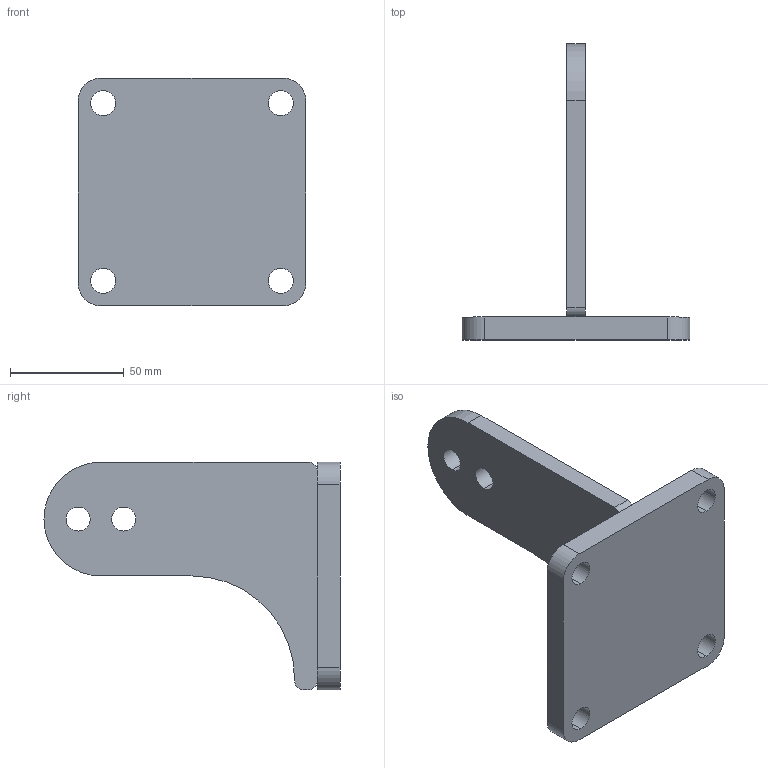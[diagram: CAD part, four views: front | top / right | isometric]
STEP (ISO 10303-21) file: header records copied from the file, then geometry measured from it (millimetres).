
FILE_DESCRIPTION (( 'STEP AP214' ), '1' );
FILE_NAME ('12295V000_Pfostenbeschlag_twist350.STEP', '2016-01-08T10:55:01', ( 'Admin' ), ( '' ), 'SwSTEP 2.0', 'SolidWorks 2014', '' );
FILE_SCHEMA (( 'AUTOMOTIVE_DESIGN' ));
Length unit declared in the file: millimetre
Products named in the file (3): 12295V000_Pfostenbeschlag_twist350; 90203_Grundplatte_Pfostenbeschlag_twist350; 90204_Schenkelplatte_Pfostenbeschlag_twist350
Assembly tree (2 placements, depth 2):
  12295V000_Pfostenbeschlag_twist350
    90203_Grundplatte_Pfostenbeschlag_twist350
    90204_Schenkelplatte_Pfostenbeschlag_twist350
Bounding box: 100 x 130 x 100 mm (x, y, z)
Volume: 147204.7 mm3; surface area: 40925.3 mm2
Topology: 2 solids, 2 shells, 36 faces, 96 edges, 64 vertices
Faces by surface type: cylinder 22, plane 14
Entity records: 1278 total; most frequent: DIRECTION 222, CARTESIAN_POINT 201, ORIENTED_EDGE 192, EDGE_CURVE 96, AXIS2_PLACEMENT_3D 85, VERTEX_POINT 64, VECTOR 52, LINE 52
